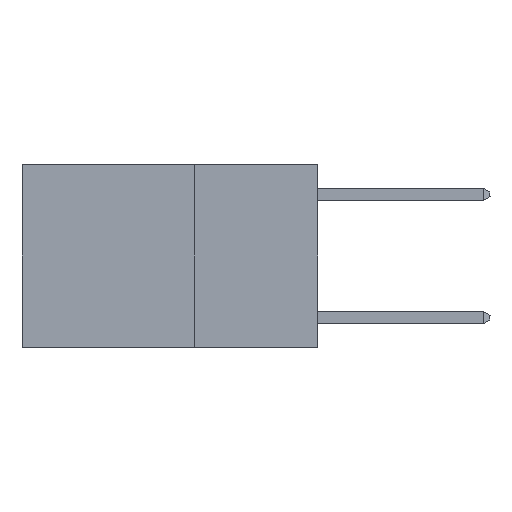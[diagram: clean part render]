
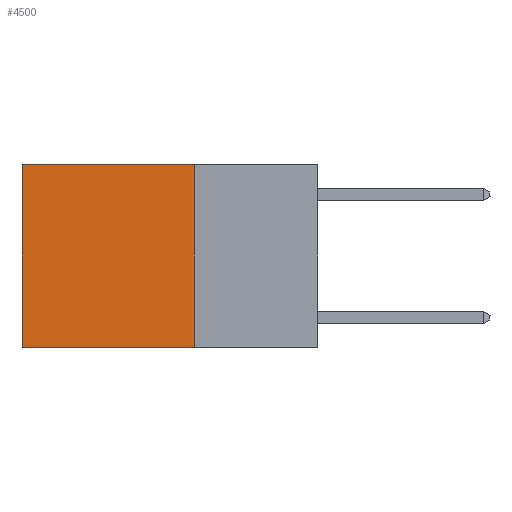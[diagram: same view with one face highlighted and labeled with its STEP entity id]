
A CAD part, left-side view. The second image highlights one B-rep face of the part: STEP entity #4500.
In plain terms, the highlighted planar face has unit normal (-1, 0, 0).
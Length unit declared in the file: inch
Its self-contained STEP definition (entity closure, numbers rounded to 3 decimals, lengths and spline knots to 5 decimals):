
#205 = DIRECTION ( 'NONE',  ( 1., 0., 0. ) ) ;
#257 = FACE_OUTER_BOUND ( 'NONE', #1874, .T. ) ;
#487 = DIRECTION ( 'NONE',  ( 0., 0., -1. ) ) ;
#694 = VECTOR ( 'NONE', #11067, 39.37008 ) ;
#980 = ORIENTED_EDGE ( 'NONE', *, *, #8857, .T. ) ;
#1112 = ORIENTED_EDGE ( 'NONE', *, *, #2430, .T. ) ;
#1200 = VERTEX_POINT ( 'NONE', #8371 ) ;
#1874 = EDGE_LOOP ( 'NONE', ( #1112, #8513, #8171, #980 ) ) ;
#2430 = EDGE_CURVE ( 'NONE', #1200, #8826, #8301, .T. ) ;
#2975 = VERTEX_POINT ( 'NONE', #11405 ) ;
#2985 = CARTESIAN_POINT ( 'NONE',  ( 0.2625, 0.25, 0. ) ) ;
#3052 = CARTESIAN_POINT ( 'NONE',  ( 0.2625, 0.25, 0. ) ) ;
#3831 = CARTESIAN_POINT ( 'NONE',  ( 0.2625, 0.6, 0. ) ) ;
#3963 = DIRECTION ( 'NONE',  ( 0., 0., -1. ) ) ;
#4500 = ADVANCED_FACE ( 'NONE', ( #257 ), #8389, .F. ) ;
#4974 = AXIS2_PLACEMENT_3D ( 'NONE', #3052, #205, #3963 ) ;
#5774 = EDGE_CURVE ( 'NONE', #11042, #8826, #6370, .T. ) ;
#5942 = VECTOR ( 'NONE', #11025, 39.37008 ) ;
#6370 = LINE ( 'NONE', #10134, #9197 ) ;
#8171 = ORIENTED_EDGE ( 'NONE', *, *, #10888, .F. ) ;
#8301 = LINE ( 'NONE', #3831, #694 ) ;
#8371 = CARTESIAN_POINT ( 'NONE',  ( 0.2625, 0.6, 0. ) ) ;
#8389 = PLANE ( 'NONE',  #4974 ) ;
#8394 = LINE ( 'NONE', #2985, #5942 ) ;
#8513 = ORIENTED_EDGE ( 'NONE', *, *, #5774, .F. ) ;
#8662 = CARTESIAN_POINT ( 'NONE',  ( 0.2625, 0.25, 0. ) ) ;
#8826 = VERTEX_POINT ( 'NONE', #11701 ) ;
#8857 = EDGE_CURVE ( 'NONE', #2975, #1200, #8394, .T. ) ;
#8917 = LINE ( 'NONE', #8662, #10842 ) ;
#9197 = VECTOR ( 'NONE', #9947, 39.37008 ) ;
#9947 = DIRECTION ( 'NONE',  ( 0., 1., 0. ) ) ;
#10134 = CARTESIAN_POINT ( 'NONE',  ( 0.2625, 0.25, -0.37 ) ) ;
#10520 = CARTESIAN_POINT ( 'NONE',  ( 0.2625, 0.25, -0.37 ) ) ;
#10842 = VECTOR ( 'NONE', #487, 39.37008 ) ;
#10888 = EDGE_CURVE ( 'NONE', #2975, #11042, #8917, .T. ) ;
#11025 = DIRECTION ( 'NONE',  ( 0., 1., 0. ) ) ;
#11042 = VERTEX_POINT ( 'NONE', #10520 ) ;
#11067 = DIRECTION ( 'NONE',  ( 0., 0., -1. ) ) ;
#11405 = CARTESIAN_POINT ( 'NONE',  ( 0.2625, 0.25, 0. ) ) ;
#11701 = CARTESIAN_POINT ( 'NONE',  ( 0.2625, 0.6, -0.37 ) ) ;
